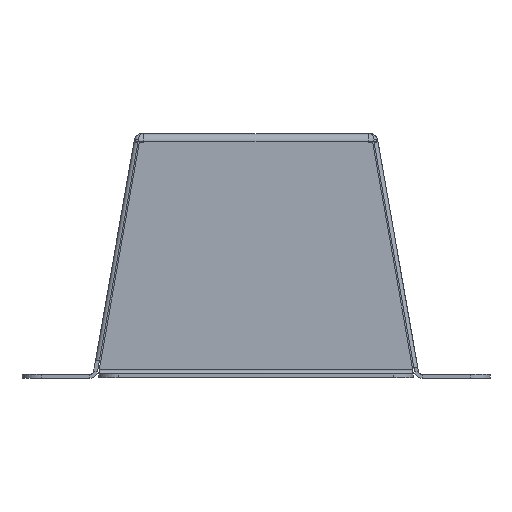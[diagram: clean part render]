
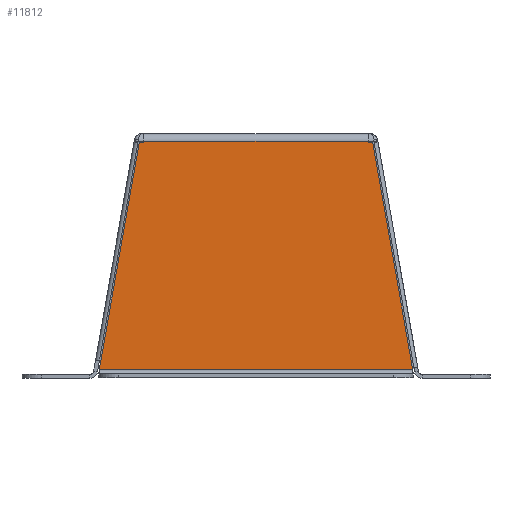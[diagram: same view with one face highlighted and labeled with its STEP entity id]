
A CAD part, left-side view. The second image highlights one B-rep face of the part: STEP entity #11812.
In plain terms, the highlighted planar face has unit normal (-1, 0, 0).
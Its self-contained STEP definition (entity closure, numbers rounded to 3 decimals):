
#12 = LINE ( 'NONE', #18130, #17068 ) ;
#123 = VERTEX_POINT ( 'NONE', #7090 ) ;
#479 = VERTEX_POINT ( 'NONE', #11121 ) ;
#857 = VECTOR ( 'NONE', #15620, 1000. ) ;
#1038 = CARTESIAN_POINT ( 'NONE',  ( -81., 28.75, 0. ) ) ;
#1368 = CARTESIAN_POINT ( 'NONE',  ( -81., 28.747, 5.069 ) ) ;
#1414 = EDGE_CURVE ( 'NONE', #19410, #479, #15523, .T. ) ;
#1501 = ORIENTED_EDGE ( 'NONE', *, *, #12489, .T. ) ;
#1656 = VECTOR ( 'NONE', #21672, 1000. ) ;
#2290 = EDGE_CURVE ( 'NONE', #4277, #23006, #4994, .T. ) ;
#2612 = VECTOR ( 'NONE', #17363, 1000. ) ;
#2670 = VECTOR ( 'NONE', #15746, 1000. ) ;
#2716 = CARTESIAN_POINT ( 'NONE',  ( -81., -28.75, -1.25 ) ) ;
#3582 = DIRECTION ( 'NONE',  ( 0., 1., 0. ) ) ;
#4187 = PLANE ( 'NONE',  #10263 ) ;
#4277 = VERTEX_POINT ( 'NONE', #18828 ) ;
#4493 = CARTESIAN_POINT ( 'NONE',  ( -81., 29.861, -1.25 ) ) ;
#4532 = VECTOR ( 'NONE', #21732, 1000. ) ;
#4994 = LINE ( 'NONE', #1038, #857 ) ;
#5834 = CARTESIAN_POINT ( 'NONE',  ( -81., 40.132, -59.5 ) ) ;
#6076 = LINE ( 'NONE', #25281, #11996 ) ;
#6367 = DIRECTION ( 'NONE',  ( 1., 0., 0. ) ) ;
#6447 = VECTOR ( 'NONE', #11457, 1000. ) ;
#6714 = EDGE_LOOP ( 'NONE', ( #19573, #24526, #6955, #25982, #9405, #11257, #13347, #14289, #18476, #1501 ) ) ;
#6955 = ORIENTED_EDGE ( 'NONE', *, *, #1414, .T. ) ;
#7090 = CARTESIAN_POINT ( 'NONE',  ( -81., -40.132, -59.5 ) ) ;
#7453 = CARTESIAN_POINT ( 'NONE',  ( -81., -28.75, 0. ) ) ;
#7518 = DIRECTION ( 'NONE',  ( 0., 0.174, -0.985 ) ) ;
#8422 = CARTESIAN_POINT ( 'NONE',  ( -81., 0., 0. ) ) ;
#8894 = EDGE_CURVE ( 'NONE', #123, #15773, #25908, .T. ) ;
#9037 = LINE ( 'NONE', #10944, #2612 ) ;
#9405 = ORIENTED_EDGE ( 'NONE', *, *, #22473, .T. ) ;
#10047 = DIRECTION ( 'NONE',  ( 0., 0., 1. ) ) ;
#10263 = AXIS2_PLACEMENT_3D ( 'NONE', #8422, #6367, #10047 ) ;
#10316 = FACE_OUTER_BOUND ( 'NONE', #6714, .T. ) ;
#10863 = CARTESIAN_POINT ( 'NONE',  ( -81., -40.053, -59.049 ) ) ;
#10944 = CARTESIAN_POINT ( 'NONE',  ( -81., 28.747, 5.069 ) ) ;
#11121 = CARTESIAN_POINT ( 'NONE',  ( -81., -29.861, -1.25 ) ) ;
#11257 = ORIENTED_EDGE ( 'NONE', *, *, #14787, .T. ) ;
#11363 = VERTEX_POINT ( 'NONE', #4493 ) ;
#11457 = DIRECTION ( 'NONE',  ( 0., 1., 0. ) ) ;
#11812 = ADVANCED_FACE ( 'NONE', ( #10316 ), #4187, .F. ) ;
#11996 = VECTOR ( 'NONE', #16567, 1000. ) ;
#12165 = CARTESIAN_POINT ( 'NONE',  ( -81., 28.75, -1.25 ) ) ;
#12489 = EDGE_CURVE ( 'NONE', #12591, #15773, #20316, .T. ) ;
#12591 = VERTEX_POINT ( 'NONE', #24948 ) ;
#13347 = ORIENTED_EDGE ( 'NONE', *, *, #2290, .T. ) ;
#13408 = LINE ( 'NONE', #25948, #4532 ) ;
#13620 = CARTESIAN_POINT ( 'NONE',  ( -81., -28.747, 5.069 ) ) ;
#14289 = ORIENTED_EDGE ( 'NONE', *, *, #26388, .T. ) ;
#14787 = EDGE_CURVE ( 'NONE', #24159, #4277, #22261, .T. ) ;
#15383 = EDGE_CURVE ( 'NONE', #123, #19410, #12, .T. ) ;
#15523 = LINE ( 'NONE', #13620, #1656 ) ;
#15620 = DIRECTION ( 'NONE',  ( 0., 0., -1. ) ) ;
#15746 = DIRECTION ( 'NONE',  ( 0., 0., 1. ) ) ;
#15773 = VERTEX_POINT ( 'NONE', #5834 ) ;
#16409 = VECTOR ( 'NONE', #7518, 1000. ) ;
#16567 = DIRECTION ( 'NONE',  ( 0., 1., 0. ) ) ;
#17011 = VECTOR ( 'NONE', #3582, 1000. ) ;
#17068 = VECTOR ( 'NONE', #26717, 1000. ) ;
#17363 = DIRECTION ( 'NONE',  ( 0., 0.174, -0.985 ) ) ;
#18130 = CARTESIAN_POINT ( 'NONE',  ( -81., -28.747, 5.069 ) ) ;
#18476 = ORIENTED_EDGE ( 'NONE', *, *, #21504, .T. ) ;
#18828 = CARTESIAN_POINT ( 'NONE',  ( -81., 28.75, -1. ) ) ;
#19410 = VERTEX_POINT ( 'NONE', #10863 ) ;
#19573 = ORIENTED_EDGE ( 'NONE', *, *, #8894, .F. ) ;
#20316 = LINE ( 'NONE', #1368, #16409 ) ;
#21029 = CARTESIAN_POINT ( 'NONE',  ( -81., -28.75, -1. ) ) ;
#21504 = EDGE_CURVE ( 'NONE', #11363, #12591, #9037, .T. ) ;
#21672 = DIRECTION ( 'NONE',  ( 0., 0.174, 0.985 ) ) ;
#21732 = DIRECTION ( 'NONE',  ( 0., 1., 0. ) ) ;
#21826 = CARTESIAN_POINT ( 'NONE',  ( -81., -40.221, -59.5 ) ) ;
#21852 = CARTESIAN_POINT ( 'NONE',  ( -81., 0., -1. ) ) ;
#22261 = LINE ( 'NONE', #21852, #17011 ) ;
#22473 = EDGE_CURVE ( 'NONE', #26901, #24159, #26111, .T. ) ;
#23006 = VERTEX_POINT ( 'NONE', #12165 ) ;
#23963 = EDGE_CURVE ( 'NONE', #479, #26901, #13408, .T. ) ;
#24159 = VERTEX_POINT ( 'NONE', #21029 ) ;
#24526 = ORIENTED_EDGE ( 'NONE', *, *, #15383, .T. ) ;
#24948 = CARTESIAN_POINT ( 'NONE',  ( -81., 39.738, -57.261 ) ) ;
#25281 = CARTESIAN_POINT ( 'NONE',  ( -81., 0., -1.25 ) ) ;
#25908 = LINE ( 'NONE', #21826, #6447 ) ;
#25948 = CARTESIAN_POINT ( 'NONE',  ( -81., 0., -1.25 ) ) ;
#25982 = ORIENTED_EDGE ( 'NONE', *, *, #23963, .T. ) ;
#26111 = LINE ( 'NONE', #7453, #2670 ) ;
#26388 = EDGE_CURVE ( 'NONE', #23006, #11363, #6076, .T. ) ;
#26717 = DIRECTION ( 'NONE',  ( 0., 0.174, 0.985 ) ) ;
#26901 = VERTEX_POINT ( 'NONE', #2716 ) ;
